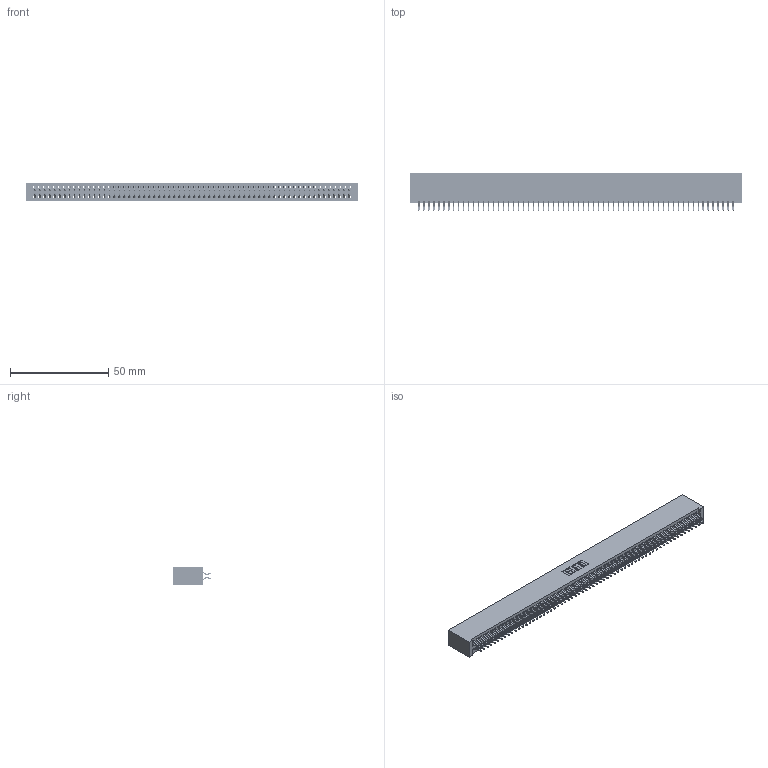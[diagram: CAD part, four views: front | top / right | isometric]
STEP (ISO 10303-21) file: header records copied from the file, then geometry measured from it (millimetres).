
FILE_DESCRIPTION (( 'STEP AP203' ), '1' );
FILE_NAME ('345-128-556-201.STEP', '2019-11-07T09:55:13', ( '' ), ( '' ), 'SwSTEP 2.0', 'SolidWorks 2016', '' );
FILE_SCHEMA (( 'CONFIG_CONTROL_DESIGN' ));
Length unit declared in the file: inch
Products named in the file (3): 345-128-556-201; 345 Part_No Mounting Lugs; 345-292-001_556 Tail
Assembly tree (129 placements, depth 2):
  345-128-556-201
    345 Part_No Mounting Lugs
    345-292-001_556 Tail  x128
Bounding box: 169.16 x 19.24 x 9.4 mm (x, y, z)
Volume: 17247.8 mm3; surface area: 26112.5 mm2
Topology: 129 solids, 129 shells, 7286 faces, 21693 edges, 14290 vertices
Faces by surface type: plane 4812, cylinder 2474
Entity records: 47197 total; most frequent: CARTESIAN_POINT 7904, ORIENTED_EDGE 7826, DIRECTION 6925, EDGE_CURVE 3913, VECTOR 3525, LINE 3525, VERTEX_POINT 2606, AXIS2_PLACEMENT_3D 1700
